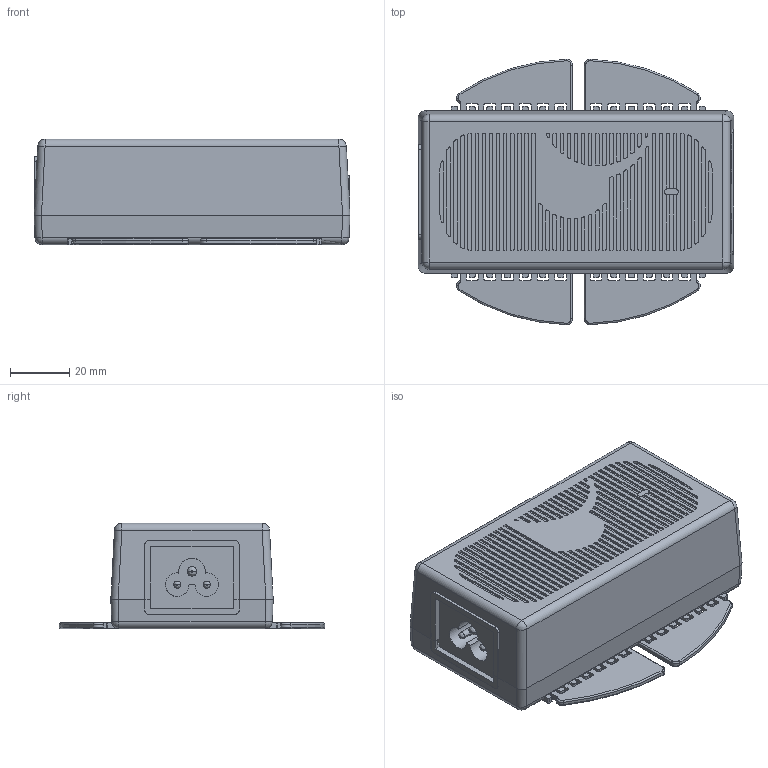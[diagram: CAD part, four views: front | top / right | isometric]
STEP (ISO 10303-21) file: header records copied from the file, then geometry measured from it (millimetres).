
FILE_DESCRIPTION((''),'2;1');
FILE_NAME('GT-96180-T3A_ASM','2022-07-28T14:59:38',('rd05'),(''),'CREO PARAMETRIC BY PTC INC, 2018050','CREO PARAMETRIC BY PTC INC, 2018050','');
FILE_SCHEMA(('CONFIG_CONTROL_DESIGN','GEOMETRIC_VALIDATION_PROPERTIES_MIM'));
Length unit declared in the file: millimetre
Products named in the file (11): TOP_14; BOTTOM_11; PCB_5; DATA_4; HS1_5; SUBBOARD_4; PCB_ASSY_ASM_7_ASM; AC-3PIN_6; LED-LENS_2; 1548_ASM_21_ASM; GT-96180-T3A_ASM
Assembly tree (11 placements, depth 4):
  GT-96180-T3A_ASM
    1548_ASM_21_ASM
      TOP_14
      BOTTOM_11
      PCB_ASSY_ASM_7_ASM
        PCB_5
        DATA_4  x2
        HS1_5
        SUBBOARD_4
      AC-3PIN_6
      LED-LENS_2
Bounding box: 107 x 89.94 x 35.7 mm (x, y, z)
Volume: 74505.6 mm3; surface area: 70877.5 mm2
Topology: 9 solids, 9 shells, 1756 faces, 4881 edges, 3218 vertices
Faces by surface type: plane 1196, cylinder 492, torus 24, cone 18, sphere 16, bspline 10
Entity records: 57520 total; most frequent: CARTESIAN_POINT 10617, ORIENTED_EDGE 9706, DIRECTION 9445, EDGE_CURVE 4853, VECTOR 3619, LINE 3619, VERTEX_POINT 3210, AXIS2_PLACEMENT_3D 2913
